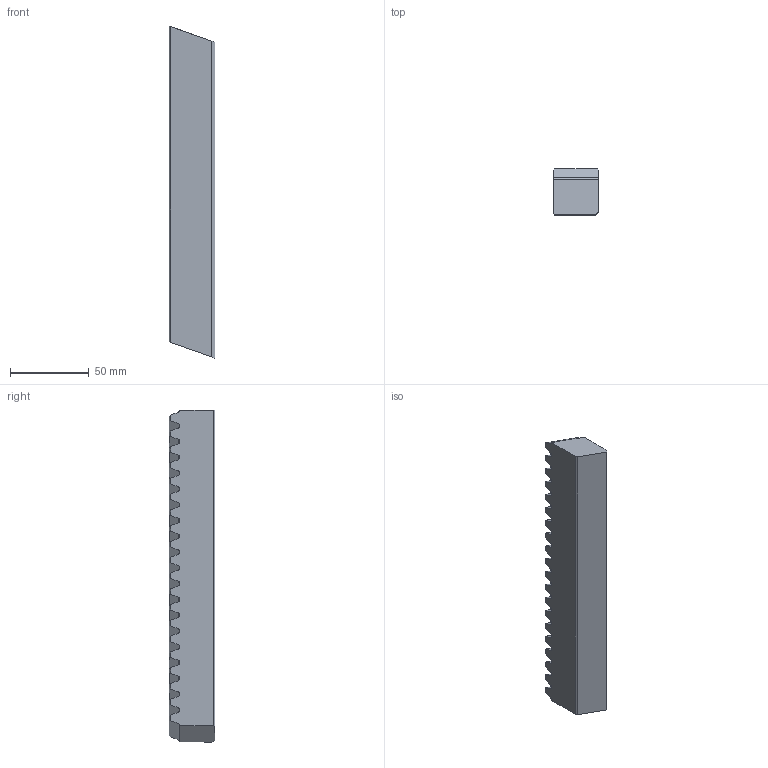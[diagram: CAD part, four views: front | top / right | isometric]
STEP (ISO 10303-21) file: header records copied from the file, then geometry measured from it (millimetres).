
FILE_DESCRIPTION (( 'STEP AP203' ), '1' );
FILE_NAME ('74030002.STEP', '2020-11-11T18:59:56', ( '' ), ( '' ), 'SwSTEP 2.0', 'SolidWorks 2019', '' );
FILE_SCHEMA (( 'CONFIG_CONTROL_DESIGN' ));
Length unit declared in the file: inch
Products named in the file (1): 74030002
Bounding box: 29 x 29 x 210.29 mm (x, y, z)
Volume: 149431.1 mm3; surface area: 28353.5 mm2
Topology: 1 solids, 1 shells, 128 faces, 378 edges, 252 vertices
Faces by surface type: plane 107, bspline 21
Entity records: 4324 total; most frequent: CARTESIAN_POINT 1032, ORIENTED_EDGE 756, DIRECTION 552, EDGE_CURVE 378, VECTOR 336, LINE 336, VERTEX_POINT 252, FACE_OUTER_BOUND 128
